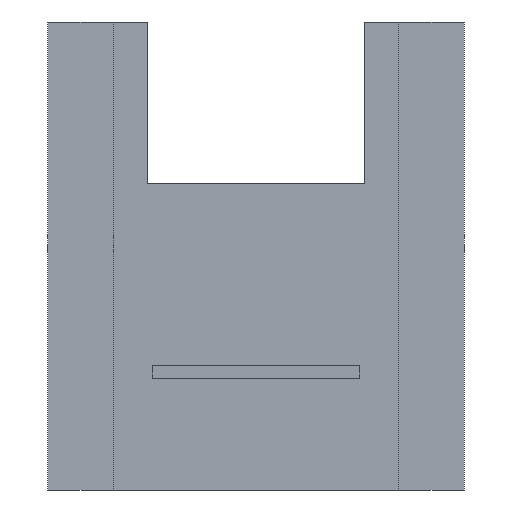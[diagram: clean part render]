
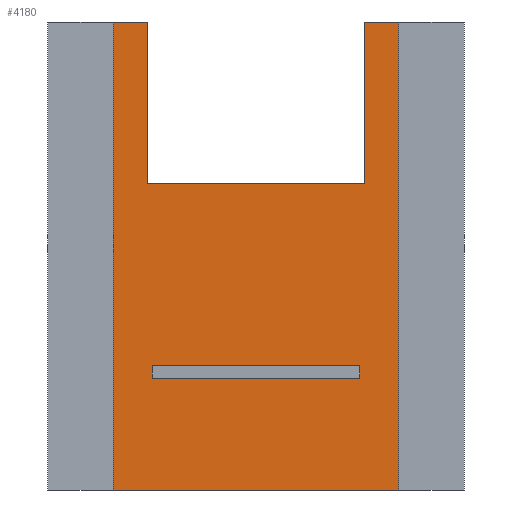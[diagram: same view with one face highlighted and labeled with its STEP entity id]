
A CAD part, front view. The second image highlights one B-rep face of the part: STEP entity #4180.
In plain terms, the highlighted face is planar.
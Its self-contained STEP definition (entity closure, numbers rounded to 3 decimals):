
#280=CARTESIAN_POINT('',(19.875,46.958,-3.8));
#290=VERTEX_POINT('',#280);
#320=CARTESIAN_POINT('',(0.,46.958,-3.8));
#330=DIRECTION('',(1.,0.,0.));
#340=VECTOR('',#330,1.);
#350=LINE('',#320,#340);
#360=CARTESIAN_POINT('',(19.05,46.958,-3.8));
#370=VERTEX_POINT('',#360);
#380=EDGE_CURVE('',#370,#290,#350,.T.);
#1600=CARTESIAN_POINT('',(25.95,46.958,-3.8));
#1610=VERTEX_POINT('',#1600);
#1640=CARTESIAN_POINT('',(25.125,46.958,-3.8));
#1650=VERTEX_POINT('',#1640);
#1660=EDGE_CURVE('',#1650,#1610,#350,.T.);
#2410=CARTESIAN_POINT('',(19.05,46.958,7.5));
#2420=VERTEX_POINT('',#2410);
#2450=CARTESIAN_POINT('',(0.,46.958,7.5));
#2460=DIRECTION('',(1.,0.,0.));
#2470=VECTOR('',#2460,1.);
#2480=LINE('',#2450,#2470);
#2490=CARTESIAN_POINT('',(25.95,46.958,7.5));
#2500=VERTEX_POINT('',#2490);
#2510=EDGE_CURVE('',#2420,#2500,#2480,.T.);
#3400=CARTESIAN_POINT('',(27.525,46.958,-0.3));
#3410=DIRECTION('',(0.,-1.,0.));
#3420=DIRECTION('',(1.,0.,0.));
#3430=AXIS2_PLACEMENT_3D('',#3400,#3410,#3420);
#3440=PLANE('',#3430);
#3450=ORIENTED_EDGE('',*,*,#2510,.T.);
#3460=CARTESIAN_POINT('',(19.05,46.958,0.));
#3470=DIRECTION('',(0.,0.,-1.));
#3480=VECTOR('',#3470,1.);
#3490=LINE('',#3460,#3480);
#3500=EDGE_CURVE('',#2420,#370,#3490,.T.);
#3510=ORIENTED_EDGE('',*,*,#3500,.F.);
#3520=ORIENTED_EDGE('',*,*,#380,.F.);
#3530=CARTESIAN_POINT('',(19.875,46.958,0.));
#3540=DIRECTION('',(0.,0.,1.));
#3550=VECTOR('',#3540,1.);
#3560=LINE('',#3530,#3550);
#3570=CARTESIAN_POINT('',(19.875,46.958,0.1));
#3580=VERTEX_POINT('',#3570);
#3590=EDGE_CURVE('',#290,#3580,#3560,.T.);
#3600=ORIENTED_EDGE('',*,*,#3590,.F.);
#3610=CARTESIAN_POINT('',(0.,46.958,0.1));
#3620=DIRECTION('',(1.,0.,0.));
#3630=VECTOR('',#3620,1.);
#3640=LINE('',#3610,#3630);
#3650=CARTESIAN_POINT('',(25.125,46.958,0.1));
#3660=VERTEX_POINT('',#3650);
#3670=EDGE_CURVE('',#3580,#3660,#3640,.T.);
#3680=ORIENTED_EDGE('',*,*,#3670,.F.);
#3690=CARTESIAN_POINT('',(25.125,46.958,0.));
#3700=DIRECTION('',(0.,0.,-1.));
#3710=VECTOR('',#3700,1.);
#3720=LINE('',#3690,#3710);
#3730=EDGE_CURVE('',#3660,#1650,#3720,.T.);
#3740=ORIENTED_EDGE('',*,*,#3730,.F.);
#3750=ORIENTED_EDGE('',*,*,#1660,.F.);
#3760=CARTESIAN_POINT('',(25.95,46.958,0.));
#3770=DIRECTION('',(0.,0.,1.));
#3780=VECTOR('',#3770,1.);
#3790=LINE('',#3760,#3780);
#3800=EDGE_CURVE('',#1610,#2500,#3790,.T.);
#3810=ORIENTED_EDGE('',*,*,#3800,.F.);
#3820=EDGE_LOOP('',(#3810,#3750,#3740,#3680,#3600,#3520,#3510,#3450));
#3830=FACE_OUTER_BOUND('',#3820,.T.);
#3840=CARTESIAN_POINT('',(25.,46.958,0.));
#3850=DIRECTION('',(0.,0.,1.));
#3860=VECTOR('',#3850,1.);
#3870=LINE('',#3840,#3860);
#3880=CARTESIAN_POINT('',(25.,46.958,4.5));
#3890=VERTEX_POINT('',#3880);
#3900=CARTESIAN_POINT('',(25.,46.958,4.8));
#3910=VERTEX_POINT('',#3900);
#3920=EDGE_CURVE('',#3890,#3910,#3870,.T.);
#3930=ORIENTED_EDGE('',*,*,#3920,.T.);
#3940=CARTESIAN_POINT('',(0.,46.958,4.5));
#3950=DIRECTION('',(1.,0.,0.));
#3960=VECTOR('',#3950,1.);
#3970=LINE('',#3940,#3960);
#3980=CARTESIAN_POINT('',(20.,46.958,4.5));
#3990=VERTEX_POINT('',#3980);
#4000=EDGE_CURVE('',#3990,#3890,#3970,.T.);
#4010=ORIENTED_EDGE('',*,*,#4000,.T.);
#4020=CARTESIAN_POINT('',(20.,46.958,0.));
#4030=DIRECTION('',(0.,0.,-1.));
#4040=VECTOR('',#4030,1.);
#4050=LINE('',#4020,#4040);
#4060=CARTESIAN_POINT('',(20.,46.958,4.8));
#4070=VERTEX_POINT('',#4060);
#4080=EDGE_CURVE('',#4070,#3990,#4050,.T.);
#4090=ORIENTED_EDGE('',*,*,#4080,.T.);
#4100=CARTESIAN_POINT('',(0.,46.958,4.8));
#4110=DIRECTION('',(-1.,0.,0.));
#4120=VECTOR('',#4110,1.);
#4130=LINE('',#4100,#4120);
#4140=EDGE_CURVE('',#3910,#4070,#4130,.T.);
#4150=ORIENTED_EDGE('',*,*,#4140,.T.);
#4160=EDGE_LOOP('',(#4150,#4090,#4010,#3930));
#4170=FACE_BOUND('',#4160,.T.);
#4180=ADVANCED_FACE('',(#3830,#4170),#3440,.F.);
